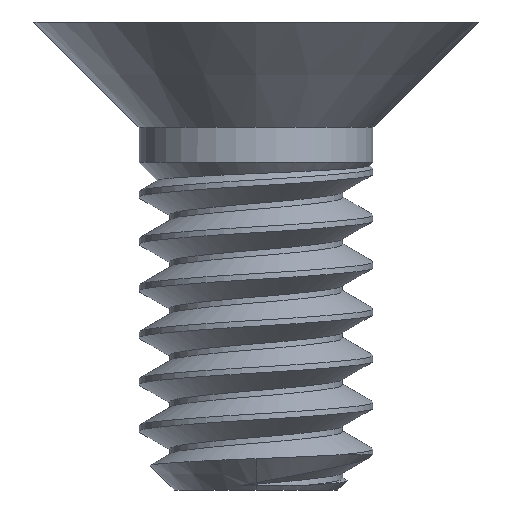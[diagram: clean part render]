
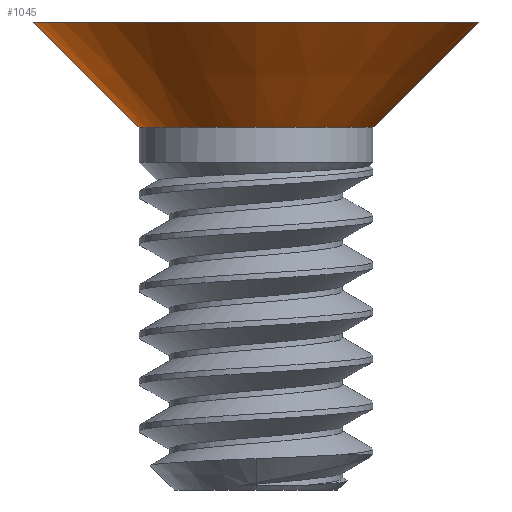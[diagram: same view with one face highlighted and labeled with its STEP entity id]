
A CAD part, front view. The second image highlights one B-rep face of the part: STEP entity #1045.
In plain terms, the highlighted conical face has half-angle 45 degrees and reference radius 1.9 mm.
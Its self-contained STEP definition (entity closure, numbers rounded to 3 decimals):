
#1 = AXIS2_PLACEMENT_3D ( 'NONE', #2386, #2379, #2377 ) ;
#96 = AXIS2_PLACEMENT_3D ( 'NONE', #2372, #2361, #2360 ) ;
#103 = AXIS2_PLACEMENT_3D ( 'NONE', #1107, #1116, #1124 ) ;
#183 = EDGE_CURVE ( 'NONE', #295, #910, #345, .T. ) ;
#219 = EDGE_CURVE ( 'NONE', #295, #305, #456, .T. ) ;
#227 = EDGE_CURVE ( 'NONE', #305, #661, #471, .T. ) ;
#247 = EDGE_CURVE ( 'NONE', #910, #661, #494, .T. ) ;
#264 = ORIENTED_EDGE ( 'NONE', *, *, #227, .F. ) ;
#276 = EDGE_LOOP ( 'NONE', ( #264, #803, #832, #1037 ) ) ;
#295 = VERTEX_POINT ( 'NONE', #2312 ) ;
#305 = VERTEX_POINT ( 'NONE', #2298 ) ;
#343 = VECTOR ( 'NONE', #2860, 1000. ) ;
#345 = LINE ( 'NONE', #2853, #343 ) ;
#456 = CIRCLE ( 'NONE', #1, 1. ) ;
#468 = VECTOR ( 'NONE', #2536, 1000. ) ;
#471 = LINE ( 'NONE', #2655, #468 ) ;
#494 = CIRCLE ( 'NONE', #96, 1.9 ) ;
#500 = FACE_OUTER_BOUND ( 'NONE', #276, .T. ) ;
#505 = CONICAL_SURFACE ( 'NONE', #103, 1.9, 0.785 ) ;
#661 = VERTEX_POINT ( 'NONE', #2215 ) ;
#803 = ORIENTED_EDGE ( 'NONE', *, *, #219, .F. ) ;
#832 = ORIENTED_EDGE ( 'NONE', *, *, #183, .T. ) ;
#910 = VERTEX_POINT ( 'NONE', #1287 ) ;
#1037 = ORIENTED_EDGE ( 'NONE', *, *, #247, .T. ) ;
#1045 = ADVANCED_FACE ( 'NONE', ( #500 ), #505, .T. ) ;
#1107 = CARTESIAN_POINT ( 'NONE',  ( 0., 0., 1.2 ) ) ;
#1116 = DIRECTION ( 'NONE',  ( 0., 0., 1. ) ) ;
#1124 = DIRECTION ( 'NONE',  ( 1., 0., 0. ) ) ;
#1287 = CARTESIAN_POINT ( 'NONE',  ( 1.9, 0., 1.2 ) ) ;
#2215 = CARTESIAN_POINT ( 'NONE',  ( -1.9, 0., 1.2 ) ) ;
#2298 = CARTESIAN_POINT ( 'NONE',  ( -1., 0., 0.3 ) ) ;
#2312 = CARTESIAN_POINT ( 'NONE',  ( 1., 0., 0.3 ) ) ;
#2360 = DIRECTION ( 'NONE',  ( -1., 0., 0. ) ) ;
#2361 = DIRECTION ( 'NONE',  ( 0., 0., -1. ) ) ;
#2372 = CARTESIAN_POINT ( 'NONE',  ( 0., 0., 1.2 ) ) ;
#2377 = DIRECTION ( 'NONE',  ( 1., 0., 0. ) ) ;
#2379 = DIRECTION ( 'NONE',  ( 0., 0., -1. ) ) ;
#2386 = CARTESIAN_POINT ( 'NONE',  ( 0., 0., 0.3 ) ) ;
#2536 = DIRECTION ( 'NONE',  ( -0.707, 0., 0.707 ) ) ;
#2655 = CARTESIAN_POINT ( 'NONE',  ( -1.9, 0., 1.2 ) ) ;
#2853 = CARTESIAN_POINT ( 'NONE',  ( 1.9, 0., 1.2 ) ) ;
#2860 = DIRECTION ( 'NONE',  ( 0.707, 0., 0.707 ) ) ;
